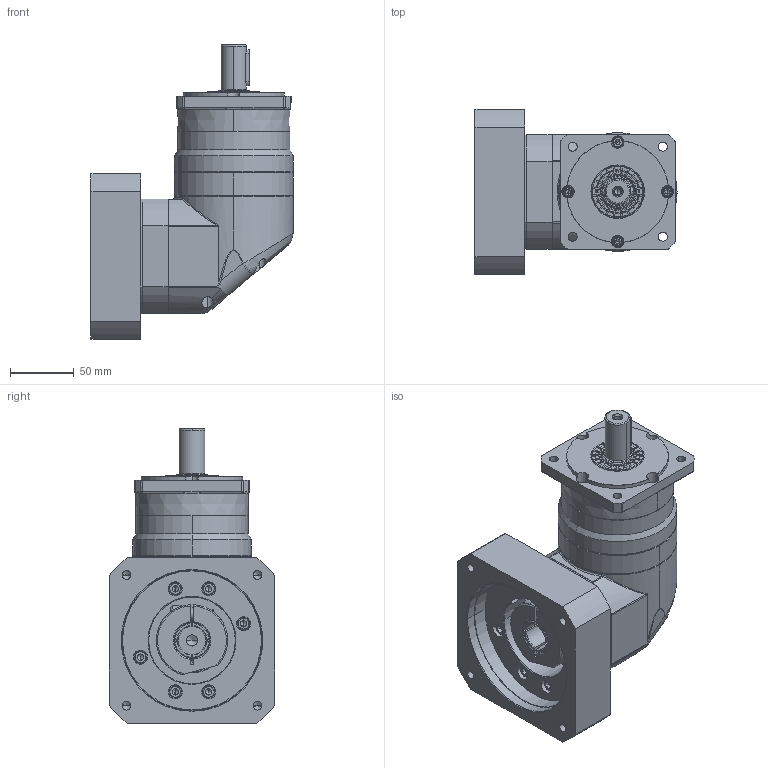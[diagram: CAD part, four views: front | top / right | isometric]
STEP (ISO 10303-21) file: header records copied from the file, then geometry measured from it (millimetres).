
FILE_DESCRIPTION (( 'STEP AP203' ), '1' );
FILE_NAME ('MYFR090-L1-¦µ22-¦µ110-¦µ145-M8-60.STEP', '2023-04-06T03:58:50', ( '' ), ( '' ), 'SwSTEP 2.0', 'SolidWorks 2022', '' );
FILE_SCHEMA (( 'CONFIG_CONTROL_DESIGN' ));
Length unit declared in the file: millimetre
Products named in the file (20): MYDR090_X2_8f6c89d27bb14f53_X0__2; MYDR090-L1-_X2_540e7aef_X0__2; hexagon socket head cap screws gb_GB_FASTENER_SCREWS_HSHCS M6X10-N; AF090_X2_9f7f5708_X0__2; hexagon socket head cap screws gb_GB_FASTENER_SCREWS_HSHCS M5X30-N_2; MYBR090_X2_540e7aef_X0__1; MYDR090_X2_8f9351fa7aef58f34f53_X0__2; hexagon socket head cap screws gb_GB_FASTENER_SCREWS_HSHCS M5X50-C_2; MYA090M输入太阳轮-22; AF090_X2_8f9351fa8f74_X0__2; hexagon socket head cap screws gb_GB_FASTENER_SCREWS_HSHCS M8X25-N; plain parallel keys_GB_CONNECTING_PIECE_KEYS_CSK 6X28_2; MYFR090-L1-Φ22-Φ110-Φ145-M8-60; MYA090M输入法兰-110-145-M8; 090_X2_6cb95c01_X0__2; MYAR090M输入端壳体; deep groove ball bearings gb_Rolling bearings 6205 GB 276-94_2; AF090_X2_8f9351fa7aef58f34f53_X0__2; AF090-L1_X2_524d6bb5_X0__1; MYA115输入锁紧环-22
Assembly tree (31 placements, depth 4):
  MYFR090-L1-Φ22-Φ110-Φ145-M8-60
    AF090-L1_X2_524d6bb5_X0__1
      AF090_X2_9f7f5708_X0__2
      deep groove ball bearings gb_Rolling bearings 6205 GB 276-94_2
      AF090_X2_8f9351fa8f74_X0__2
      AF090_X2_8f9351fa7aef58f34f53_X0__2
      plain parallel keys_GB_CONNECTING_PIECE_KEYS_CSK 6X28_2
      hexagon socket head cap screws gb_GB_FASTENER_SCREWS_HSHCS M5X30-N_2  x4
      090_X2_6cb95c01_X0__2
    MYBR090_X2_540e7aef_X0__1
      MYDR090-L1-_X2_540e7aef_X0__2
        MYDR090_X2_8f6c89d27bb14f53_X0__2
        MYDR090_X2_8f9351fa7aef58f34f53_X0__2
        hexagon socket head cap screws gb_GB_FASTENER_SCREWS_HSHCS M5X50-C_2  x5
    MYAR090M输入端壳体
    MYA090M输入法兰-110-145-M8
    MYA115输入锁紧环-22
    MYA090M输入太阳轮-22
    hexagon socket head cap screws gb_GB_FASTENER_SCREWS_HSHCS M8X25-N
    hexagon socket head cap screws gb_GB_FASTENER_SCREWS_HSHCS M6X10-N  x6
Bounding box: 158.5 x 130 x 231 mm (x, y, z)
Volume: 1217530.3 mm3; surface area: 288717.9 mm2
Topology: 28 solids, 28 shells, 1554 faces, 3921 edges, 2371 vertices
Faces by surface type: plane 475, cylinder 399, cone 272, bspline 227, torus 149, sphere 32
Entity records: 51241 total; most frequent: CARTESIAN_POINT 19687, ORIENTED_EDGE 6258, DIRECTION 6020, EDGE_CURVE 3129, AXIS2_PLACEMENT_3D 2535, VERTEX_POINT 1975, CIRCLE 1465, EDGE_LOOP 1436
